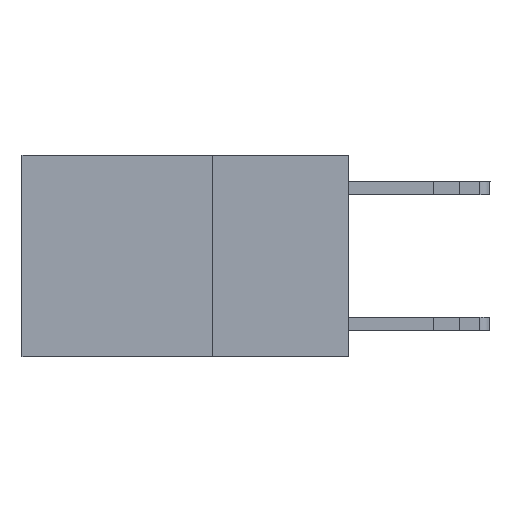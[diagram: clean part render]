
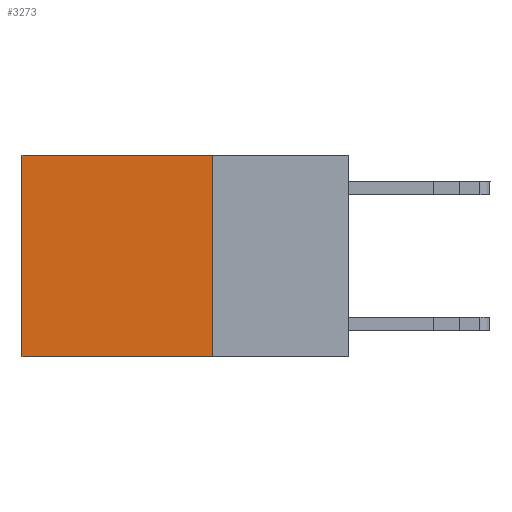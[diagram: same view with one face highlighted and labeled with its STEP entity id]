
A CAD part, left-side view. The second image highlights one B-rep face of the part: STEP entity #3273.
In plain terms, the highlighted planar face has unit normal (-1, 0, 0).
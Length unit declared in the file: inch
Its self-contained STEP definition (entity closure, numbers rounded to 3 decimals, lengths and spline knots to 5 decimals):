
#200 = VECTOR ( 'NONE', #18211, 39.37008 ) ;
#617 = VERTEX_POINT ( 'NONE', #15038 ) ;
#1023 = PLANE ( 'NONE',  #11102 ) ;
#2326 = ORIENTED_EDGE ( 'NONE', *, *, #11958, .T. ) ;
#2923 = DIRECTION ( 'NONE',  ( 1., 0., 0. ) ) ;
#3265 = VECTOR ( 'NONE', #18737, 39.37008 ) ;
#3273 = ADVANCED_FACE ( 'NONE', ( #12196 ), #1023, .F. ) ;
#3903 = ORIENTED_EDGE ( 'NONE', *, *, #12872, .F. ) ;
#4043 = LINE ( 'NONE', #18251, #3265 ) ;
#4399 = DIRECTION ( 'NONE',  ( 0., 0., -1. ) ) ;
#4438 = ORIENTED_EDGE ( 'NONE', *, *, #22204, .F. ) ;
#5733 = CARTESIAN_POINT ( 'NONE',  ( 0.2625, 0.25, 0. ) ) ;
#6012 = CARTESIAN_POINT ( 'NONE',  ( 0.2625, 0.6, 0. ) ) ;
#9253 = LINE ( 'NONE', #10797, #200 ) ;
#10431 = CARTESIAN_POINT ( 'NONE',  ( 0.2625, 0.6, -0.37 ) ) ;
#10797 = CARTESIAN_POINT ( 'NONE',  ( 0.2625, 0.25, -0.37 ) ) ;
#11102 = AXIS2_PLACEMENT_3D ( 'NONE', #19147, #2923, #19373 ) ;
#11180 = VERTEX_POINT ( 'NONE', #17050 ) ;
#11785 = LINE ( 'NONE', #22513, #15646 ) ;
#11958 = EDGE_CURVE ( 'NONE', #11180, #18012, #12878, .T. ) ;
#12196 = FACE_OUTER_BOUND ( 'NONE', #20778, .T. ) ;
#12872 = EDGE_CURVE ( 'NONE', #617, #17232, #9253, .T. ) ;
#12878 = LINE ( 'NONE', #5733, #12902 ) ;
#12902 = VECTOR ( 'NONE', #18516, 39.37008 ) ;
#15038 = CARTESIAN_POINT ( 'NONE',  ( 0.2625, 0.25, -0.37 ) ) ;
#15646 = VECTOR ( 'NONE', #4399, 39.37008 ) ;
#15795 = EDGE_CURVE ( 'NONE', #18012, #17232, #4043, .T. ) ;
#16543 = ORIENTED_EDGE ( 'NONE', *, *, #15795, .T. ) ;
#17050 = CARTESIAN_POINT ( 'NONE',  ( 0.2625, 0.25, 0. ) ) ;
#17232 = VERTEX_POINT ( 'NONE', #10431 ) ;
#18012 = VERTEX_POINT ( 'NONE', #6012 ) ;
#18211 = DIRECTION ( 'NONE',  ( 0., 1., 0. ) ) ;
#18251 = CARTESIAN_POINT ( 'NONE',  ( 0.2625, 0.6, 0. ) ) ;
#18516 = DIRECTION ( 'NONE',  ( 0., 1., 0. ) ) ;
#18737 = DIRECTION ( 'NONE',  ( 0., 0., -1. ) ) ;
#19147 = CARTESIAN_POINT ( 'NONE',  ( 0.2625, 0.25, 0. ) ) ;
#19373 = DIRECTION ( 'NONE',  ( 0., 0., -1. ) ) ;
#20778 = EDGE_LOOP ( 'NONE', ( #16543, #3903, #4438, #2326 ) ) ;
#22204 = EDGE_CURVE ( 'NONE', #11180, #617, #11785, .T. ) ;
#22513 = CARTESIAN_POINT ( 'NONE',  ( 0.2625, 0.25, 0. ) ) ;
